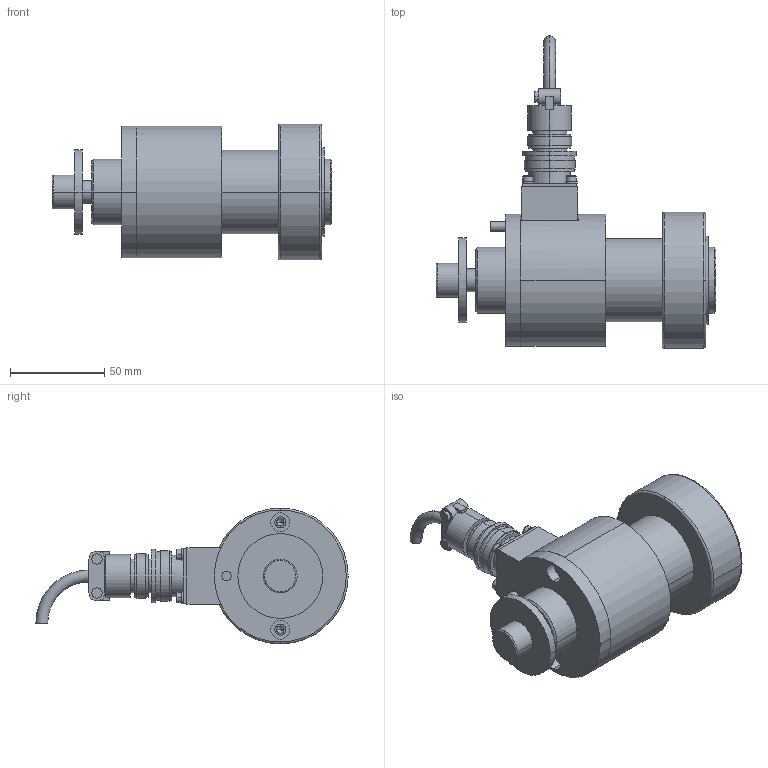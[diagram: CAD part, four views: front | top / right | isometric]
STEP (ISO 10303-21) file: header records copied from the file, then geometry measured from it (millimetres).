
FILE_DESCRIPTION((''),'2;1');
FILE_NAME('49413.stp','2007-01-30T13:01:57',(''),(''),'Mechanical Desktop 2007','Mechanical Desktop 2007',', , ');
FILE_SCHEMA(('CONFIG_CONTROL_DESIGN'));
Length unit declared in the file: millimetre
Products named in the file (23): Z49413; Z4740004; TEIL1A; Z47399; TEIL1AA; L49026; TEIL1; PENDELKUGELLAGER_2207A; PENDELKUGELLAGER_2207; I-6KT_SCHRAUBE_M12X25A; I-6KT_SCHRAUBE_M12X25; U-SCHEIBE_13_45X4A; U-SCHEIBE_13_45X4; SPANNSTIFT_5X16; SPANNSTIFT_5X16A; SICHERUNGSRING_A35; SICHERUNGSRING_A35A; FLANSCHDOSE_14S-2P_4-POLIGA; FLANSCHDOSE_14S-2P_4-POLIG; FEDERRING_M3A; FEDERRING_M3; I-6KT_SCHRAUBE_M3X25A; I-6KT_SCHRAUBE_M3X25
Assembly tree (28 placements, depth 3):
  Z49413
    Z4740004
      TEIL1A
    Z47399
      TEIL1AA
    L49026
      TEIL1
    PENDELKUGELLAGER_2207A
      PENDELKUGELLAGER_2207
    I-6KT_SCHRAUBE_M12X25A
      I-6KT_SCHRAUBE_M12X25
    U-SCHEIBE_13_45X4A
      U-SCHEIBE_13_45X4
    SPANNSTIFT_5X16
      SPANNSTIFT_5X16A
    SICHERUNGSRING_A35
      SICHERUNGSRING_A35A
    FLANSCHDOSE_14S-2P_4-POLIGA
      FLANSCHDOSE_14S-2P_4-POLIG
    FEDERRING_M3A  x4
      FEDERRING_M3
    I-6KT_SCHRAUBE_M3X25A  x4
      I-6KT_SCHRAUBE_M3X25
Bounding box: 148.5 x 165.65 x 72 mm (x, y, z)
Volume: 376590.4 mm3; surface area: 86558.4 mm2
Topology: 17 solids, 17 shells, 295 faces, 660 edges, 427 vertices
Faces by surface type: cylinder 156, plane 91, cone 28, torus 20
Entity records: 7493 total; most frequent: DIRECTION 1412, CARTESIAN_POINT 1239, ORIENTED_EDGE 1082, AXIS2_PLACEMENT_3D 601, EDGE_CURVE 541, VERTEX_POINT 358, CIRCLE 328, EDGE_LOOP 319
